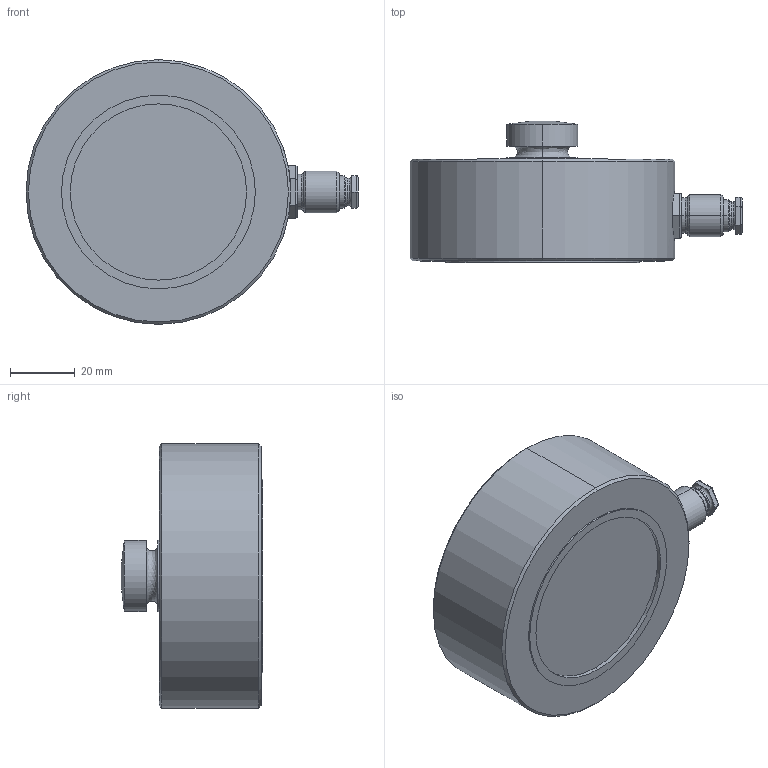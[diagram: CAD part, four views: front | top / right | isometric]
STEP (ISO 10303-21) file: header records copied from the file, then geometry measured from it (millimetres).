
FILE_DESCRIPTION (( 'STEP AP214' ), '1' );
FILE_NAME ('CBL12500.STEP', '2024-11-05T13:54:05', ( '' ), ( '' ), 'SwSTEP 2.0', 'SolidWorks 2021', '' );
FILE_SCHEMA (( 'AUTOMOTIVE_DESIGN' ));
Length unit declared in the file: inch
Products named in the file (1): CBL12500
Bounding box: 102.8 x 43.73 x 82 mm (x, y, z)
Volume: 170788.1 mm3; surface area: 21062.9 mm2
Topology: 2 solids, 2 shells, 86 faces, 176 edges, 104 vertices
Faces by surface type: cylinder 36, plane 31, cone 10, bspline 9
Entity records: 2902 total; most frequent: CARTESIAN_POINT 1090, DIRECTION 372, ORIENTED_EDGE 352, EDGE_CURVE 176, AXIS2_PLACEMENT_3D 142, VERTEX_POINT 104, EDGE_LOOP 96, VECTOR 88
